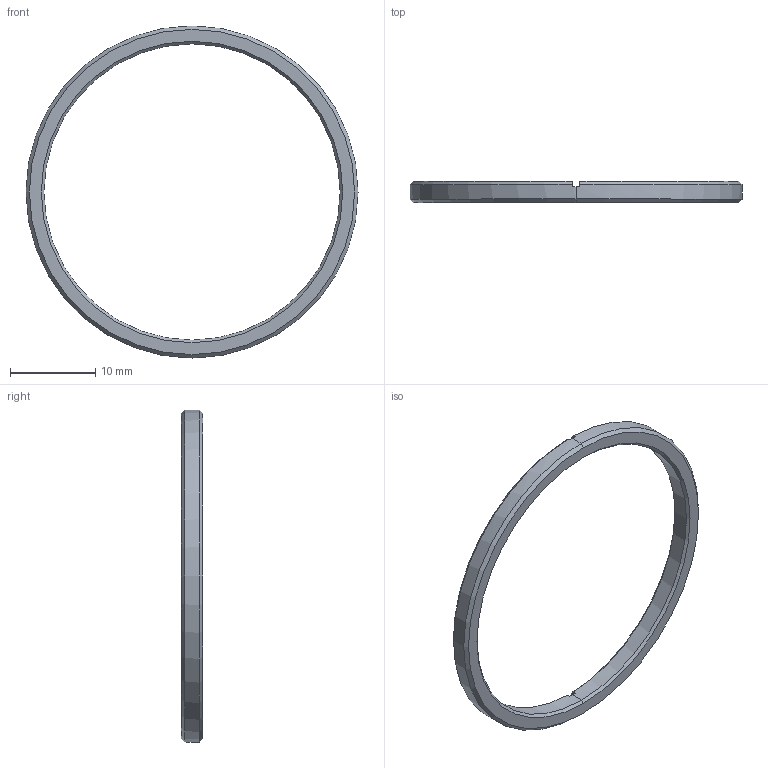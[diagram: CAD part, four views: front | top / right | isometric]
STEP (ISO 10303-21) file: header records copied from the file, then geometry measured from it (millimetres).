
FILE_DESCRIPTION (( 'STEP AP203' ), '1' );
FILE_NAME ('R-SM1.5.STEP', '2025-09-03T08:05:15', ( '' ), ( '' ), 'SwSTEP 2.0', 'SolidWorks 2020', '' );
FILE_SCHEMA (( 'CONFIG_CONTROL_DESIGN' ));
Length unit declared in the file: millimetre
Products named in the file (1): R-SM1.5
Bounding box: 39 x 2.5 x 39 mm (x, y, z)
Volume: 577 mm3; surface area: 973.8 mm2
Topology: 1 solids, 1 shells, 21 faces, 56 edges, 36 vertices
Faces by surface type: plane 9, cone 8, cylinder 4
Entity records: 751 total; most frequent: CARTESIAN_POINT 138, DIRECTION 116, ORIENTED_EDGE 112, EDGE_CURVE 56, AXIS2_PLACEMENT_3D 46, VERTEX_POINT 36, VECTOR 24, CIRCLE 24
